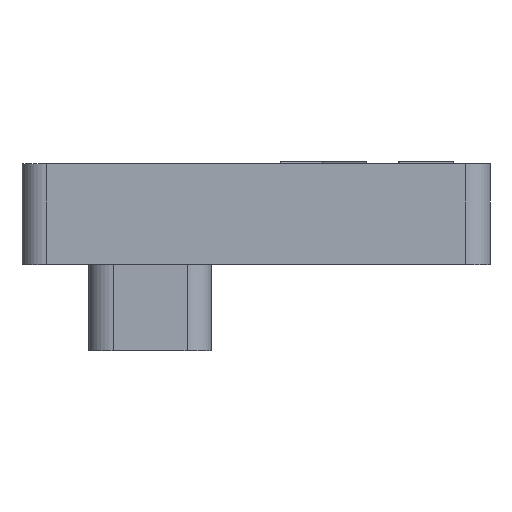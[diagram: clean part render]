
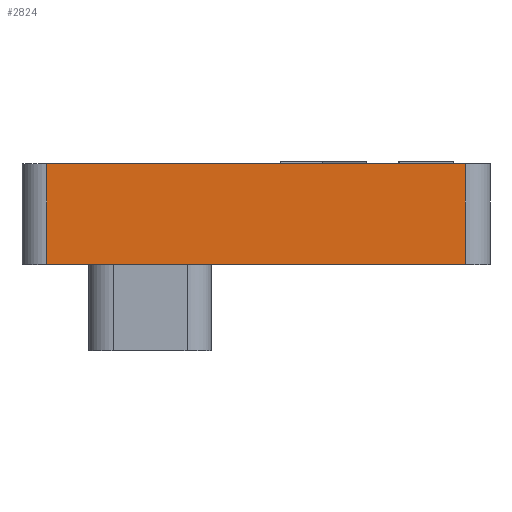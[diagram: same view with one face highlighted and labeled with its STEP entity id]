
A CAD part, left-side view. The second image highlights one B-rep face of the part: STEP entity #2824.
In plain terms, the highlighted planar face has unit normal (-1, 0, 0).
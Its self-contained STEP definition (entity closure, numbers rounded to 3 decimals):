
#48 = CARTESIAN_POINT ( 'NONE',  ( -16.85, -1., 0. ) ) ;
#60 = VECTOR ( 'NONE', #2458, 1000. ) ;
#159 = DIRECTION ( 'NONE',  ( 0., 1., 0. ) ) ;
#235 = ORIENTED_EDGE ( 'NONE', *, *, #3334, .T. ) ;
#324 = DIRECTION ( 'NONE',  ( 0., 0., -1. ) ) ;
#325 = EDGE_LOOP ( 'NONE', ( #235, #935, #1245, #708 ) ) ;
#361 = LINE ( 'NONE', #1189, #1052 ) ;
#448 = EDGE_CURVE ( 'NONE', #2023, #2132, #794, .T. ) ;
#583 = DIRECTION ( 'NONE',  ( 0., 0., -1. ) ) ;
#708 = ORIENTED_EDGE ( 'NONE', *, *, #448, .T. ) ;
#724 = CARTESIAN_POINT ( 'NONE',  ( -16.85, -1., 4.1 ) ) ;
#794 = LINE ( 'NONE', #2149, #1826 ) ;
#935 = ORIENTED_EDGE ( 'NONE', *, *, #1223, .F. ) ;
#1052 = VECTOR ( 'NONE', #324, 1000. ) ;
#1181 = VERTEX_POINT ( 'NONE', #1439 ) ;
#1189 = CARTESIAN_POINT ( 'NONE',  ( -16.85, -18., 4.1 ) ) ;
#1223 = EDGE_CURVE ( 'NONE', #1181, #2937, #361, .T. ) ;
#1245 = ORIENTED_EDGE ( 'NONE', *, *, #1900, .F. ) ;
#1285 = PLANE ( 'NONE',  #2339 ) ;
#1393 = LINE ( 'NONE', #3024, #2451 ) ;
#1439 = CARTESIAN_POINT ( 'NONE',  ( -16.85, -18., 4.1 ) ) ;
#1648 = DIRECTION ( 'NONE',  ( 0., -1., 0. ) ) ;
#1826 = VECTOR ( 'NONE', #583, 1000. ) ;
#1900 = EDGE_CURVE ( 'NONE', #2023, #1181, #2724, .T. ) ;
#1920 = CARTESIAN_POINT ( 'NONE',  ( -16.85, -1., 4.1 ) ) ;
#2023 = VERTEX_POINT ( 'NONE', #2755 ) ;
#2132 = VERTEX_POINT ( 'NONE', #48 ) ;
#2149 = CARTESIAN_POINT ( 'NONE',  ( -16.85, -1., 4.1 ) ) ;
#2339 = AXIS2_PLACEMENT_3D ( 'NONE', #724, #3202, #159 ) ;
#2451 = VECTOR ( 'NONE', #1648, 1000. ) ;
#2458 = DIRECTION ( 'NONE',  ( 0., -1., 0. ) ) ;
#2591 = FACE_OUTER_BOUND ( 'NONE', #325, .T. ) ;
#2724 = LINE ( 'NONE', #1920, #60 ) ;
#2755 = CARTESIAN_POINT ( 'NONE',  ( -16.85, -1., 4.1 ) ) ;
#2824 = ADVANCED_FACE ( 'NONE', ( #2591 ), #1285, .F. ) ;
#2937 = VERTEX_POINT ( 'NONE', #3309 ) ;
#3024 = CARTESIAN_POINT ( 'NONE',  ( -16.85, -1., 0. ) ) ;
#3202 = DIRECTION ( 'NONE',  ( 1., 0., 0. ) ) ;
#3309 = CARTESIAN_POINT ( 'NONE',  ( -16.85, -18., 0. ) ) ;
#3334 = EDGE_CURVE ( 'NONE', #2132, #2937, #1393, .T. ) ;
